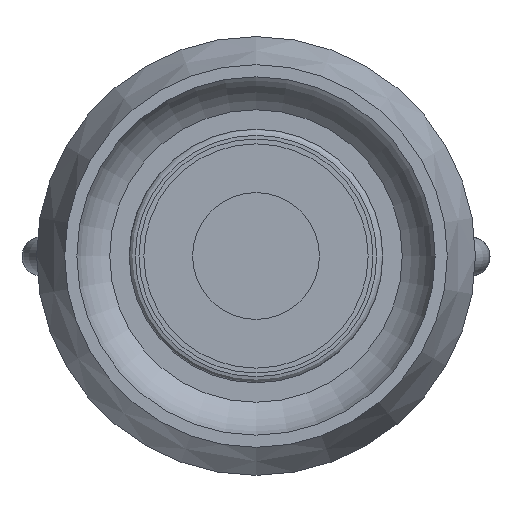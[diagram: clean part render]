
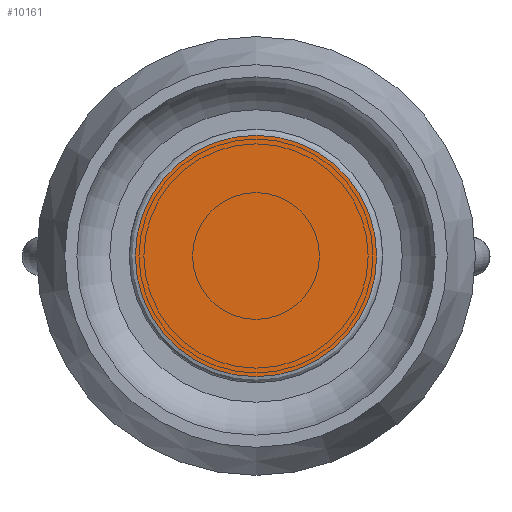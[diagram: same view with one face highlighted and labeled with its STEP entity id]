
A CAD part, left-side view. The second image highlights one B-rep face of the part: STEP entity #10161.
In plain terms, the highlighted planar face has unit normal (-1, 0, 0).
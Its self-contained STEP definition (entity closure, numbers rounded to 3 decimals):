
#970=CIRCLE('',#11072,4.95);
#1538=FACE_OUTER_BOUND('',#2150,.T.);
#2150=EDGE_LOOP('',(#9197));
#4819=VERTEX_POINT('',#18349);
#6290=EDGE_CURVE('',#4819,#4819,#970,.T.);
#9197=ORIENTED_EDGE('',*,*,#6290,.F.);
#9629=PLANE('',#11071);
#10161=ADVANCED_FACE('',(#1538),#9629,.F.);
#11071=AXIS2_PLACEMENT_3D('',#18348,#13718,#13719);
#11072=AXIS2_PLACEMENT_3D('',#18350,#13720,#13721);
#13718=DIRECTION('center_axis',(1.,0.,0.));
#13719=DIRECTION('ref_axis',(0.,0.,
1.));
#13720=DIRECTION('center_axis',(1.,0.,0.));
#13721=DIRECTION('ref_axis',(0.,0.,
1.));
#18348=CARTESIAN_POINT('Origin',(-38.7,0.,0.));
#18349=CARTESIAN_POINT('',(-38.7,0.,-4.95));
#18350=CARTESIAN_POINT('Origin',(-38.7,0.,0.));
